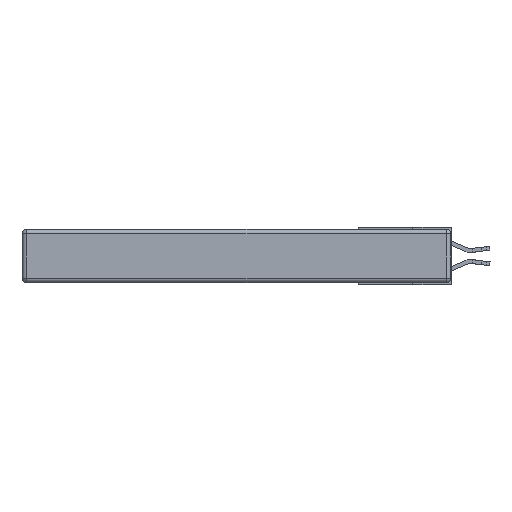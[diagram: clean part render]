
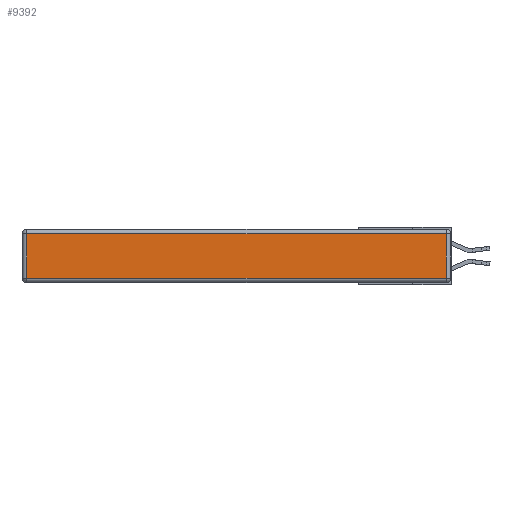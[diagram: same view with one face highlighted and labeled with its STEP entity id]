
A CAD part, left-side view. The second image highlights one B-rep face of the part: STEP entity #9392.
In plain terms, the highlighted planar face has unit normal (-1, 0, 0).
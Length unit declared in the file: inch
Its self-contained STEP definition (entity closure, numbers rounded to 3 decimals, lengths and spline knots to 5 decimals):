
#484 = DIRECTION ( 'NONE',  ( 0., 0., 1. ) ) ;
#567 = EDGE_CURVE ( 'NONE', #22150, #18155, #13932, .T. ) ;
#666 = CARTESIAN_POINT ( 'NONE',  ( 0., 0.03, -0.03 ) ) ;
#717 = AXIS2_PLACEMENT_3D ( 'NONE', #2497, #25036, #13659 ) ;
#892 = CARTESIAN_POINT ( 'NONE',  ( 0., 2.75, -0.03 ) ) ;
#1174 = VECTOR ( 'NONE', #5531, 39.37008 ) ;
#1406 = CARTESIAN_POINT ( 'NONE',  ( 0., 2.72, -0.343 ) ) ;
#1983 = LINE ( 'NONE', #892, #14725 ) ;
#2497 = CARTESIAN_POINT ( 'NONE',  ( 0., 0., -0.343 ) ) ;
#3865 = ORIENTED_EDGE ( 'NONE', *, *, #13453, .T. ) ;
#5531 = DIRECTION ( 'NONE',  ( 0., 0., -1. ) ) ;
#6224 = ORIENTED_EDGE ( 'NONE', *, *, #567, .T. ) ;
#6253 = EDGE_LOOP ( 'NONE', ( #26394, #6224, #3865, #26784 ) ) ;
#6512 = DIRECTION ( 'NONE',  ( 0., -1., 0. ) ) ;
#6810 = VECTOR ( 'NONE', #484, 39.37008 ) ;
#9392 = ADVANCED_FACE ( 'NONE', ( #12806 ), #10906, .T. ) ;
#9533 = CARTESIAN_POINT ( 'NONE',  ( 0., 0.03, -0.343 ) ) ;
#10906 = PLANE ( 'NONE',  #717 ) ;
#12806 = FACE_OUTER_BOUND ( 'NONE', #6253, .T. ) ;
#13453 = EDGE_CURVE ( 'NONE', #18155, #19290, #1983, .T. ) ;
#13542 = LINE ( 'NONE', #1406, #1174 ) ;
#13659 = DIRECTION ( 'NONE',  ( 0., 0., 1. ) ) ;
#13932 = LINE ( 'NONE', #9533, #6810 ) ;
#14442 = DIRECTION ( 'NONE',  ( 0., 1., 0. ) ) ;
#14725 = VECTOR ( 'NONE', #14442, 39.37008 ) ;
#14984 = CARTESIAN_POINT ( 'NONE',  ( 0., 2.72, -0.03 ) ) ;
#15397 = CARTESIAN_POINT ( 'NONE',  ( 0., 2.72, -0.313 ) ) ;
#17184 = VERTEX_POINT ( 'NONE', #15397 ) ;
#18155 = VERTEX_POINT ( 'NONE', #666 ) ;
#19290 = VERTEX_POINT ( 'NONE', #14984 ) ;
#19740 = EDGE_CURVE ( 'NONE', #19290, #17184, #13542, .T. ) ;
#20000 = VECTOR ( 'NONE', #6512, 39.37008 ) ;
#20051 = CARTESIAN_POINT ( 'NONE',  ( 0., 0., -0.313 ) ) ;
#21962 = CARTESIAN_POINT ( 'NONE',  ( 0., 0.03, -0.313 ) ) ;
#22150 = VERTEX_POINT ( 'NONE', #21962 ) ;
#25036 = DIRECTION ( 'NONE',  ( -1., 0., 0. ) ) ;
#26394 = ORIENTED_EDGE ( 'NONE', *, *, #28214, .T. ) ;
#26784 = ORIENTED_EDGE ( 'NONE', *, *, #19740, .T. ) ;
#27754 = LINE ( 'NONE', #20051, #20000 ) ;
#28214 = EDGE_CURVE ( 'NONE', #17184, #22150, #27754, .T. ) ;
